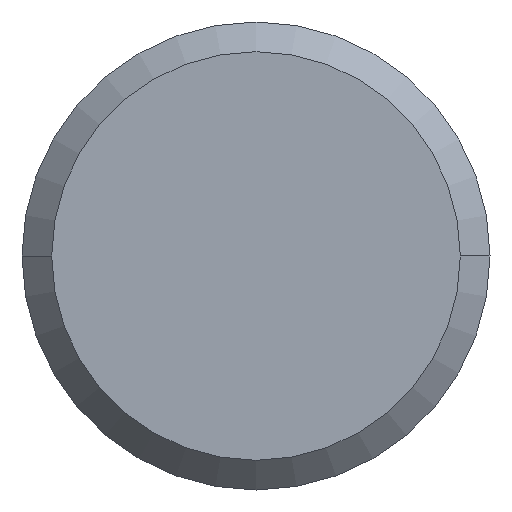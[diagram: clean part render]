
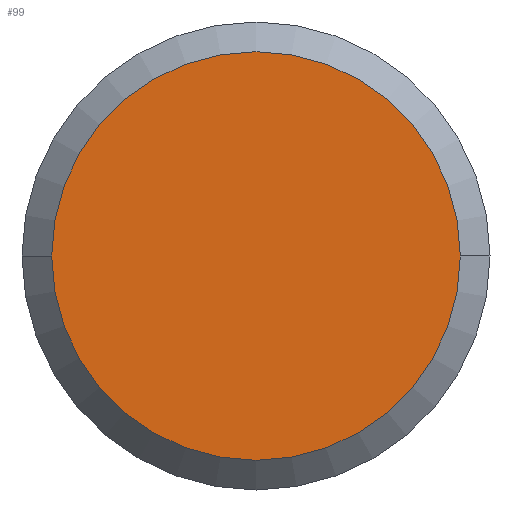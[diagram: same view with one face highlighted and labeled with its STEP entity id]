
A CAD part, left-side view. The second image highlights one B-rep face of the part: STEP entity #99.
In plain terms, the highlighted planar face has unit normal (-1, 0, 0).
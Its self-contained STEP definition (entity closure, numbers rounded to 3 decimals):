
#5 = DIRECTION ( 'NONE',  ( 0., -1., 0. ) ) ;
#10 = FACE_OUTER_BOUND ( 'NONE', #400, .T. ) ;
#21 = CARTESIAN_POINT ( 'NONE',  ( 0., -5.238, 0. ) ) ;
#25 = EDGE_CURVE ( 'NONE', #263, #353, #86, .T. ) ;
#52 = ORIENTED_EDGE ( 'NONE', *, *, #267, .F. ) ;
#61 = DIRECTION ( 'NONE',  ( 0., 1., 0. ) ) ;
#86 = CIRCLE ( 'NONE', #352, 5.238 ) ;
#90 = DIRECTION ( 'NONE',  ( 1., 0., 0. ) ) ;
#95 = CARTESIAN_POINT ( 'NONE',  ( 0., 0., 0. ) ) ;
#99 = ADVANCED_FACE ( 'NONE', ( #10 ), #230, .T. ) ;
#122 = CIRCLE ( 'NONE', #188, 5.238 ) ;
#138 = ORIENTED_EDGE ( 'NONE', *, *, #25, .F. ) ;
#188 = AXIS2_PLACEMENT_3D ( 'NONE', #366, #409, #280 ) ;
#230 = PLANE ( 'NONE',  #402 ) ;
#263 = VERTEX_POINT ( 'NONE', #21 ) ;
#267 = EDGE_CURVE ( 'NONE', #353, #263, #122, .T. ) ;
#280 = DIRECTION ( 'NONE',  ( 0., 1., 0. ) ) ;
#331 = CARTESIAN_POINT ( 'NONE',  ( 0., 0., 0. ) ) ;
#352 = AXIS2_PLACEMENT_3D ( 'NONE', #95, #90, #61 ) ;
#353 = VERTEX_POINT ( 'NONE', #371 ) ;
#359 = DIRECTION ( 'NONE',  ( -1., 0., 0. ) ) ;
#366 = CARTESIAN_POINT ( 'NONE',  ( 0., 0., 0. ) ) ;
#371 = CARTESIAN_POINT ( 'NONE',  ( 0., 5.238, 0. ) ) ;
#400 = EDGE_LOOP ( 'NONE', ( #52, #138 ) ) ;
#402 = AXIS2_PLACEMENT_3D ( 'NONE', #331, #359, #5 ) ;
#409 = DIRECTION ( 'NONE',  ( 1., 0., 0. ) ) ;
